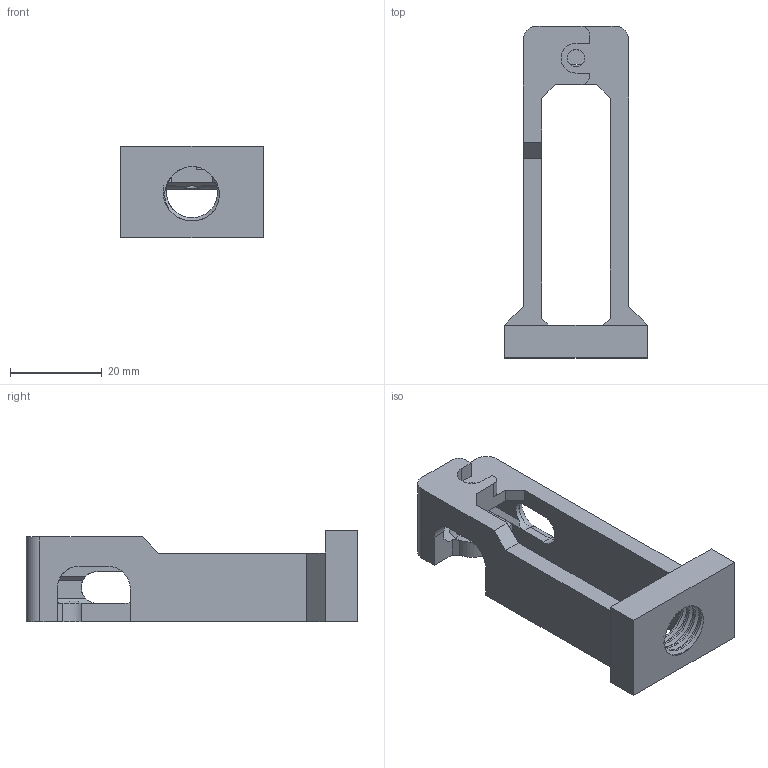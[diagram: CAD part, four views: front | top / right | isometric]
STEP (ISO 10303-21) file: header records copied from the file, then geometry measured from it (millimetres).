
FILE_DESCRIPTION (( 'STEP AP203' ), '1' );
FILE_NAME ('tensioner (long).STEP', '2019-04-12T11:56:14', ( '' ), ( '' ), 'SwSTEP 2.0', 'SolidWorks 2018', '' );
FILE_SCHEMA (( 'CONFIG_CONTROL_DESIGN' ));
Length unit declared in the file: millimetre
Products named in the file (1): tensioner (long)
Bounding box: 31 x 72.25 x 20 mm (x, y, z)
Volume: 12632.2 mm3; surface area: 7793 mm2
Topology: 1 solids, 1 shells, 81 faces, 243 edges, 158 vertices
Faces by surface type: plane 45, cylinder 28, torus 3, bspline 3, cone 2
Entity records: 4895 total; most frequent: CARTESIAN_POINT 2664, ORIENTED_EDGE 486, DIRECTION 422, EDGE_CURVE 243, VERTEX_POINT 158, LINE 156, VECTOR 156, AXIS2_PLACEMENT_3D 133
